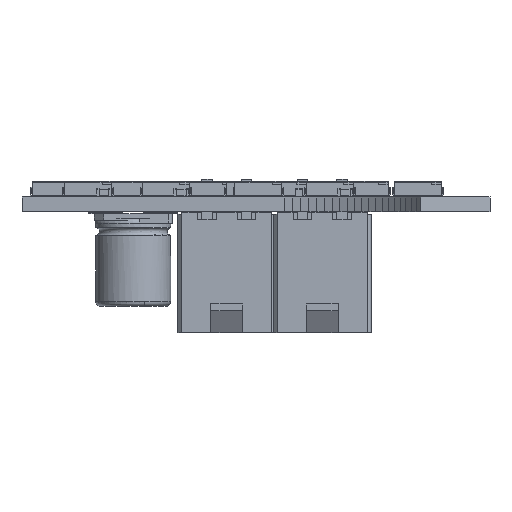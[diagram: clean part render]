
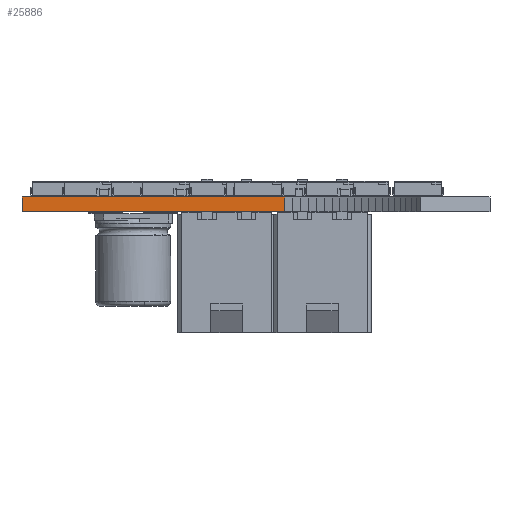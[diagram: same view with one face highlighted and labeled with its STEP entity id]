
A CAD part, front view. The second image highlights one B-rep face of the part: STEP entity #25886.
In plain terms, the highlighted planar face has unit normal (0.002, -1, 0).
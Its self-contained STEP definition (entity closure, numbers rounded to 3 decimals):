
#23299 = PLANE('',#23300);
#23300 = AXIS2_PLACEMENT_3D('',#23301,#23302,#23303);
#23301 = CARTESIAN_POINT('',(168.785,-67.841,1.58));
#23302 = DIRECTION('',(-0.,-0.,-1.));
#23303 = DIRECTION('',(-1.,0.,0.));
#23353 = PLANE('',#23354);
#23354 = AXIS2_PLACEMENT_3D('',#23355,#23356,#23357);
#23355 = CARTESIAN_POINT('',(168.785,-67.841,0.));
#23356 = DIRECTION('',(-0.,-0.,-1.));
#23357 = DIRECTION('',(-1.,0.,0.));
#24078 = VERTEX_POINT('',#24079);
#24079 = CARTESIAN_POINT('',(175.768,-101.837,0.));
#24093 = PLANE('',#24094);
#24094 = AXIS2_PLACEMENT_3D('',#24095,#24096,#24097);
#24095 = CARTESIAN_POINT('',(176.631,-101.918,0.));
#24096 = DIRECTION('',(-0.093,-0.996,0.));
#24097 = DIRECTION('',(-0.996,0.093,0.));
#24105 = EDGE_CURVE('',#24078,#24106,#24108,.T.);
#24106 = VERTEX_POINT('',#24107);
#24107 = CARTESIAN_POINT('',(147.828,-101.902,0.));
#24108 = SURFACE_CURVE('',#24109,(#24113,#24120),.PCURVE_S1.);
#24109 = LINE('',#24110,#24111);
#24110 = CARTESIAN_POINT('',(175.768,-101.837,0.));
#24111 = VECTOR('',#24112,1.);
#24112 = DIRECTION('',(-1.,-0.002,0.));
#24113 = PCURVE('',#23353,#24114);
#24114 = DEFINITIONAL_REPRESENTATION('',(#24115),#24119);
#24115 = LINE('',#24116,#24117);
#24116 = CARTESIAN_POINT('',(-6.983,-33.996));
#24117 = VECTOR('',#24118,1.);
#24118 = DIRECTION('',(1.,-0.002));
#24119 = ( GEOMETRIC_REPRESENTATION_CONTEXT(2) 
PARAMETRIC_REPRESENTATION_CONTEXT() REPRESENTATION_CONTEXT('2D SPACE',''
  ) );
#24120 = PCURVE('',#24121,#24126);
#24121 = PLANE('',#24122);
#24122 = AXIS2_PLACEMENT_3D('',#24123,#24124,#24125);
#24123 = CARTESIAN_POINT('',(175.768,-101.837,0.));
#24124 = DIRECTION('',(0.002,-1.,0.));
#24125 = DIRECTION('',(-1.,-0.002,0.));
#24126 = DEFINITIONAL_REPRESENTATION('',(#24127),#24131);
#24127 = LINE('',#24128,#24129);
#24128 = CARTESIAN_POINT('',(0.,0.));
#24129 = VECTOR('',#24130,1.);
#24130 = DIRECTION('',(1.,0.));
#24131 = ( GEOMETRIC_REPRESENTATION_CONTEXT(2) 
PARAMETRIC_REPRESENTATION_CONTEXT() REPRESENTATION_CONTEXT('2D SPACE',''
  ) );
#24149 = PLANE('',#24150);
#24150 = AXIS2_PLACEMENT_3D('',#24151,#24152,#24153);
#24151 = CARTESIAN_POINT('',(147.828,-101.902,0.));
#24152 = DIRECTION('',(-1.,0.,0.));
#24153 = DIRECTION('',(0.,1.,0.));
#25209 = VERTEX_POINT('',#25210);
#25210 = CARTESIAN_POINT('',(175.768,-101.837,1.58));
#25231 = EDGE_CURVE('',#25209,#25232,#25234,.T.);
#25232 = VERTEX_POINT('',#25233);
#25233 = CARTESIAN_POINT('',(147.828,-101.902,1.58));
#25234 = SURFACE_CURVE('',#25235,(#25239,#25246),.PCURVE_S1.);
#25235 = LINE('',#25236,#25237);
#25236 = CARTESIAN_POINT('',(175.768,-101.837,1.58));
#25237 = VECTOR('',#25238,1.);
#25238 = DIRECTION('',(-1.,-0.002,0.));
#25239 = PCURVE('',#23299,#25240);
#25240 = DEFINITIONAL_REPRESENTATION('',(#25241),#25245);
#25241 = LINE('',#25242,#25243);
#25242 = CARTESIAN_POINT('',(-6.983,-33.996));
#25243 = VECTOR('',#25244,1.);
#25244 = DIRECTION('',(1.,-0.002));
#25245 = ( GEOMETRIC_REPRESENTATION_CONTEXT(2) 
PARAMETRIC_REPRESENTATION_CONTEXT() REPRESENTATION_CONTEXT('2D SPACE',''
  ) );
#25246 = PCURVE('',#24121,#25247);
#25247 = DEFINITIONAL_REPRESENTATION('',(#25248),#25252);
#25248 = LINE('',#25249,#25250);
#25249 = CARTESIAN_POINT('',(0.,-1.58));
#25250 = VECTOR('',#25251,1.);
#25251 = DIRECTION('',(1.,0.));
#25252 = ( GEOMETRIC_REPRESENTATION_CONTEXT(2) 
PARAMETRIC_REPRESENTATION_CONTEXT() REPRESENTATION_CONTEXT('2D SPACE',''
  ) );
#25836 = EDGE_CURVE('',#24106,#25232,#25837,.T.);
#25837 = SURFACE_CURVE('',#25838,(#25842,#25849),.PCURVE_S1.);
#25838 = LINE('',#25839,#25840);
#25839 = CARTESIAN_POINT('',(147.828,-101.902,0.));
#25840 = VECTOR('',#25841,1.);
#25841 = DIRECTION('',(0.,0.,1.));
#25842 = PCURVE('',#24149,#25843);
#25843 = DEFINITIONAL_REPRESENTATION('',(#25844),#25848);
#25844 = LINE('',#25845,#25846);
#25845 = CARTESIAN_POINT('',(0.,0.));
#25846 = VECTOR('',#25847,1.);
#25847 = DIRECTION('',(0.,-1.));
#25848 = ( GEOMETRIC_REPRESENTATION_CONTEXT(2) 
PARAMETRIC_REPRESENTATION_CONTEXT() REPRESENTATION_CONTEXT('2D SPACE',''
  ) );
#25849 = PCURVE('',#24121,#25850);
#25850 = DEFINITIONAL_REPRESENTATION('',(#25851),#25855);
#25851 = LINE('',#25852,#25853);
#25852 = CARTESIAN_POINT('',(27.94,0.));
#25853 = VECTOR('',#25854,1.);
#25854 = DIRECTION('',(0.,-1.));
#25855 = ( GEOMETRIC_REPRESENTATION_CONTEXT(2) 
PARAMETRIC_REPRESENTATION_CONTEXT() REPRESENTATION_CONTEXT('2D SPACE',''
  ) );
#25886 = ADVANCED_FACE('',(#25887),#24121,.T.);
#25887 = FACE_BOUND('',#25888,.T.);
#25888 = EDGE_LOOP('',(#25889,#25910,#25911,#25912));
#25889 = ORIENTED_EDGE('',*,*,#25890,.T.);
#25890 = EDGE_CURVE('',#24078,#25209,#25891,.T.);
#25891 = SURFACE_CURVE('',#25892,(#25896,#25903),.PCURVE_S1.);
#25892 = LINE('',#25893,#25894);
#25893 = CARTESIAN_POINT('',(175.768,-101.837,0.));
#25894 = VECTOR('',#25895,1.);
#25895 = DIRECTION('',(0.,0.,1.));
#25896 = PCURVE('',#24121,#25897);
#25897 = DEFINITIONAL_REPRESENTATION('',(#25898),#25902);
#25898 = LINE('',#25899,#25900);
#25899 = CARTESIAN_POINT('',(0.,0.));
#25900 = VECTOR('',#25901,1.);
#25901 = DIRECTION('',(0.,-1.));
#25902 = ( GEOMETRIC_REPRESENTATION_CONTEXT(2) 
PARAMETRIC_REPRESENTATION_CONTEXT() REPRESENTATION_CONTEXT('2D SPACE',''
  ) );
#25903 = PCURVE('',#24093,#25904);
#25904 = DEFINITIONAL_REPRESENTATION('',(#25905),#25909);
#25905 = LINE('',#25906,#25907);
#25906 = CARTESIAN_POINT('',(0.866,0.));
#25907 = VECTOR('',#25908,1.);
#25908 = DIRECTION('',(0.,-1.));
#25909 = ( GEOMETRIC_REPRESENTATION_CONTEXT(2) 
PARAMETRIC_REPRESENTATION_CONTEXT() REPRESENTATION_CONTEXT('2D SPACE',''
  ) );
#25910 = ORIENTED_EDGE('',*,*,#25231,.T.);
#25911 = ORIENTED_EDGE('',*,*,#25836,.F.);
#25912 = ORIENTED_EDGE('',*,*,#24105,.F.);
